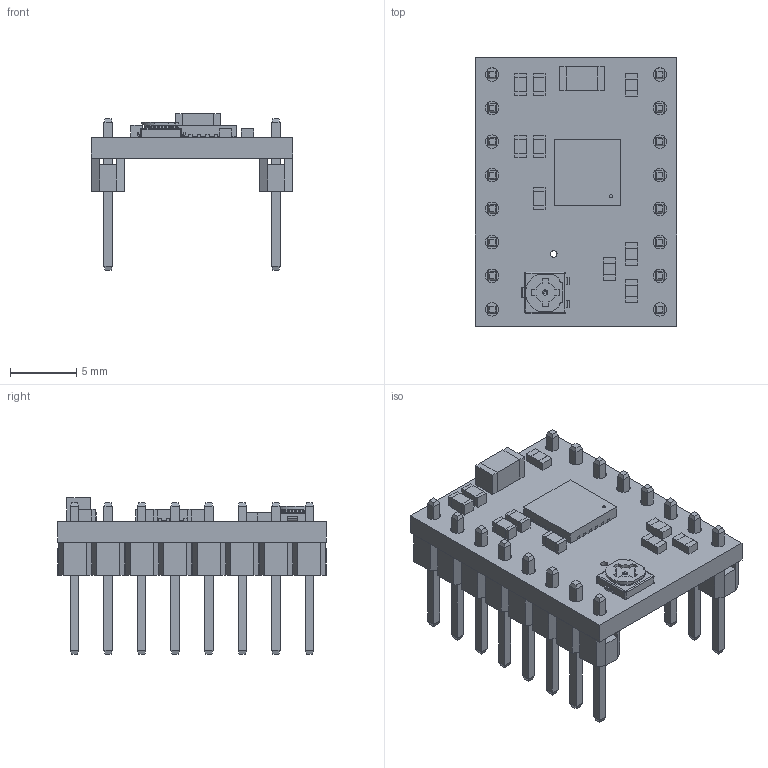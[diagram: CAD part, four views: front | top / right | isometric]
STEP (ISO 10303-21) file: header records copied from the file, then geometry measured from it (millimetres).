
FILE_DESCRIPTION (( 'STEP AP214' ), '1' );
FILE_NAME ('mp6500-stepper-motor-driver-carrier-potentiometer-current-control.step', '2018-01-10T18:39:20', ( '' ), ( '' ), 'SwSTEP 2.0', 'SolidWorks 2016', '' );
FILE_SCHEMA (( 'AUTOMOTIVE_DESIGN' ));
Length unit declared in the file: millimetre
Products named in the file (1): mp6500-stepper-motor-driver-carrier-potentiometer-current-control
Bounding box: 15.24 x 20.32 x 11.87 mm (x, y, z)
Volume: 791.4 mm3; surface area: 1809.9 mm2
Topology: 3 solids, 3 shells, 1247 faces, 3262 edges, 2080 vertices
Faces by surface type: plane 1006, bspline 169, cylinder 65, sphere 4, torus 3
Full cylindrical faces by diameter (mm): 0.25 x2, 0.508 x1, 1.016 x16, 2.5 x1
Entity records: 56912 total; most frequent: CARTESIAN_POINT 13706, ORIENTED_EDGE 6468, DIRECTION 5151, EDGE_CURVE 3234, VECTOR 2727, LINE 2727, VERTEX_POINT 2079, EDGE_LOOP 1413
